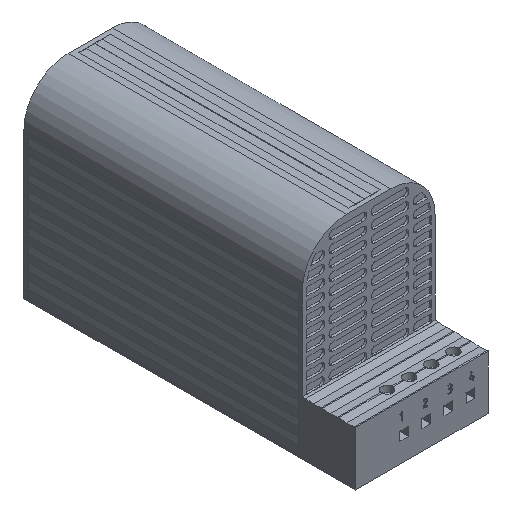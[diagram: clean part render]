
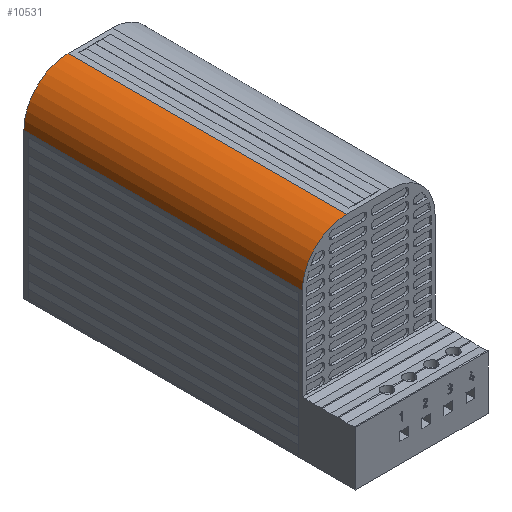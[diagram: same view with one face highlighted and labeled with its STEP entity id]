
A CAD part, isometric view. The second image highlights one B-rep face of the part: STEP entity #10531.
In plain terms, the highlighted cylindrical face has radius 20 mm (diameter 40 mm), a partial arc.
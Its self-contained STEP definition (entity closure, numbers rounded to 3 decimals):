
#1280 = EDGE_CURVE ( 'NONE', #7179, #4978, #18269, .T. ) ;
#1578 = DIRECTION ( 'NONE',  ( 0., 1., 0. ) ) ;
#1701 = CARTESIAN_POINT ( 'NONE',  ( 20., 43.5, 66. ) ) ;
#2441 = CARTESIAN_POINT ( 'NONE',  ( 20., -82.5, 66. ) ) ;
#3077 = FACE_OUTER_BOUND ( 'NONE', #9004, .T. ) ;
#3673 = EDGE_CURVE ( 'NONE', #4978, #14332, #17599, .T. ) ;
#3685 = DIRECTION ( 'NONE',  ( 0., 1., 0. ) ) ;
#3816 = VECTOR ( 'NONE', #7299, 1000. ) ;
#4364 = VERTEX_POINT ( 'NONE', #19407 ) ;
#4644 = CIRCLE ( 'NONE', #19339, 20. ) ;
#4978 = VERTEX_POINT ( 'NONE', #10881 ) ;
#5824 = EDGE_CURVE ( 'NONE', #14332, #4364, #4644, .T. ) ;
#6680 = CARTESIAN_POINT ( 'NONE',  ( 0., 43.5, 66. ) ) ;
#7179 = VERTEX_POINT ( 'NONE', #9681 ) ;
#7299 = DIRECTION ( 'NONE',  ( 0., -1., 0. ) ) ;
#7438 = DIRECTION ( 'NONE',  ( 0., 0., -1. ) ) ;
#8143 = ORIENTED_EDGE ( 'NONE', *, *, #5824, .F. ) ;
#8168 = DIRECTION ( 'NONE',  ( 0., -1., 0. ) ) ;
#9004 = EDGE_LOOP ( 'NONE', ( #10445, #14047, #8143, #14506 ) ) ;
#9050 = CARTESIAN_POINT ( 'NONE',  ( 20., -82.5, 86. ) ) ;
#9120 = AXIS2_PLACEMENT_3D ( 'NONE', #2441, #8168, #13765 ) ;
#9681 = CARTESIAN_POINT ( 'NONE',  ( 20., -82.5, 86. ) ) ;
#9946 = EDGE_CURVE ( 'NONE', #4364, #7179, #24242, .T. ) ;
#10253 = CARTESIAN_POINT ( 'NONE',  ( 0., 43.5, 66. ) ) ;
#10445 = ORIENTED_EDGE ( 'NONE', *, *, #1280, .F. ) ;
#10531 = ADVANCED_FACE ( 'NONE', ( #3077 ), #20388, .T. ) ;
#10881 = CARTESIAN_POINT ( 'NONE',  ( 0., -82.5, 66. ) ) ;
#13765 = DIRECTION ( 'NONE',  ( 0., 0., 1. ) ) ;
#14047 = ORIENTED_EDGE ( 'NONE', *, *, #9946, .F. ) ;
#14242 = DIRECTION ( 'NONE',  ( 0., 1., 0. ) ) ;
#14332 = VERTEX_POINT ( 'NONE', #10253 ) ;
#14506 = ORIENTED_EDGE ( 'NONE', *, *, #3673, .F. ) ;
#17599 = LINE ( 'NONE', #6680, #21369 ) ;
#18269 = CIRCLE ( 'NONE', #9120, 20. ) ;
#19339 = AXIS2_PLACEMENT_3D ( 'NONE', #1701, #3685, #7438 ) ;
#19407 = CARTESIAN_POINT ( 'NONE',  ( 20., 43.5, 86. ) ) ;
#20388 = CYLINDRICAL_SURFACE ( 'NONE', #22733, 20. ) ;
#21369 = VECTOR ( 'NONE', #14242, 1000. ) ;
#21998 = DIRECTION ( 'NONE',  ( 0., 0., 1. ) ) ;
#22369 = CARTESIAN_POINT ( 'NONE',  ( 20., -82.5, 66. ) ) ;
#22733 = AXIS2_PLACEMENT_3D ( 'NONE', #22369, #1578, #21998 ) ;
#24242 = LINE ( 'NONE', #9050, #3816 ) ;
